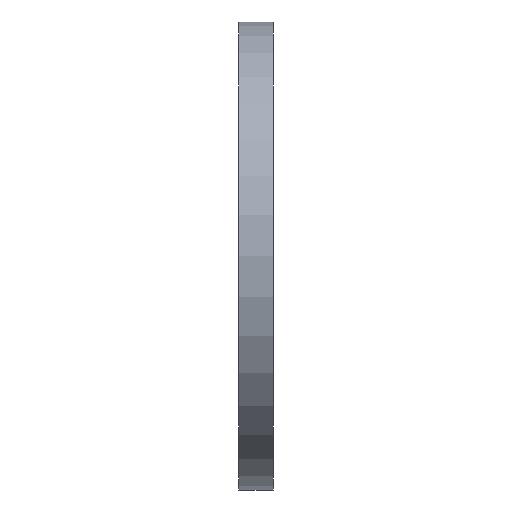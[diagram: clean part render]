
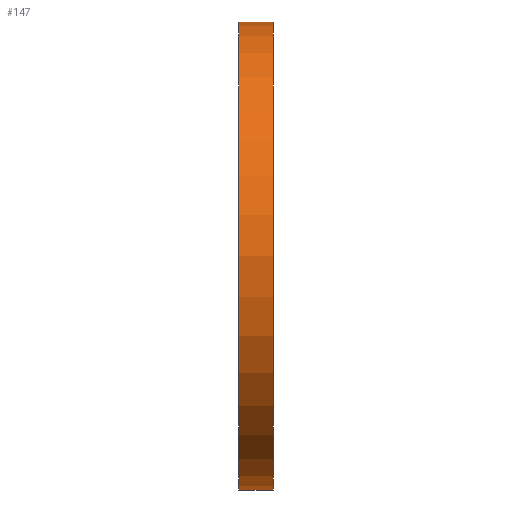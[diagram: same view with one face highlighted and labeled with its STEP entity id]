
A CAD part, front view. The second image highlights one B-rep face of the part: STEP entity #147.
In plain terms, the highlighted cylindrical face has radius 170 mm (diameter 340 mm), a partial arc.
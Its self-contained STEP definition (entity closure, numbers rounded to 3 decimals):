
#147 = ADVANCED_FACE( '', ( #409 ), #410, .T. );
#187 = VERTEX_POINT( '', #455 );
#207 = EDGE_CURVE( '', #187, #243, #477, .T. );
#243 = VERTEX_POINT( '', #526 );
#263 = EDGE_CURVE( '', #301, #345, #547, .T. );
#301 = VERTEX_POINT( '', #588 );
#313 = EDGE_CURVE( '', #243, #301, #600, .T. );
#345 = VERTEX_POINT( '', #636 );
#389 = EDGE_CURVE( '', #345, #187, #691, .T. );
#409 = FACE_OUTER_BOUND( '', #701, .T. );
#410 = CYLINDRICAL_SURFACE( '', #702, 170. );
#455 = CARTESIAN_POINT( '', ( 25., 0., -170. ) );
#477 = CIRCLE( '', #787, 170. );
#526 = CARTESIAN_POINT( '', ( 25., 0., 170. ) );
#547 = CIRCLE( '', #872, 170. );
#588 = CARTESIAN_POINT( '', ( 0., 0., 170. ) );
#600 = LINE( '', #944, #945 );
#636 = CARTESIAN_POINT( '', ( 0., 0., -170. ) );
#691 = LINE( '', #1060, #1061 );
#701 = EDGE_LOOP( '', ( #1067, #1068, #1069, #1070 ) );
#702 = AXIS2_PLACEMENT_3D( '', #1071, #1072, #1073 );
#787 = AXIS2_PLACEMENT_3D( '', #1160, #1161, #1162 );
#872 = AXIS2_PLACEMENT_3D( '', #1251, #1252, #1253 );
#944 = CARTESIAN_POINT( '', ( 0., 0., 170. ) );
#945 = VECTOR( '', #1302, 1. );
#1060 = CARTESIAN_POINT( '', ( 0., 0., -170. ) );
#1061 = VECTOR( '', #1411, 1. );
#1067 = ORIENTED_EDGE( '', *, *, #389, .T. );
#1068 = ORIENTED_EDGE( '', *, *, #207, .T. );
#1069 = ORIENTED_EDGE( '', *, *, #313, .T. );
#1070 = ORIENTED_EDGE( '', *, *, #263, .T. );
#1071 = CARTESIAN_POINT( '', ( 0., 0., 0. ) );
#1072 = DIRECTION( '', ( -1., 0., 0. ) );
#1073 = DIRECTION( '', ( 0., 0., -1. ) );
#1160 = CARTESIAN_POINT( '', ( 25., 0., 0. ) );
#1161 = DIRECTION( '', ( -1., 0., 0. ) );
#1162 = DIRECTION( '', ( 0., 0., -1. ) );
#1251 = CARTESIAN_POINT( '', ( 0., 0., 0. ) );
#1252 = DIRECTION( '', ( 1., 0., 0. ) );
#1253 = DIRECTION( '', ( 0., 0., -1. ) );
#1302 = DIRECTION( '', ( -1., 0., 0. ) );
#1411 = DIRECTION( '', ( 1., 0., 0. ) );
